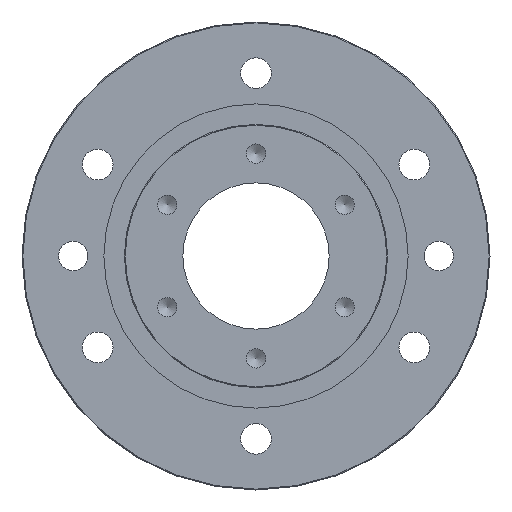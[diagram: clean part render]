
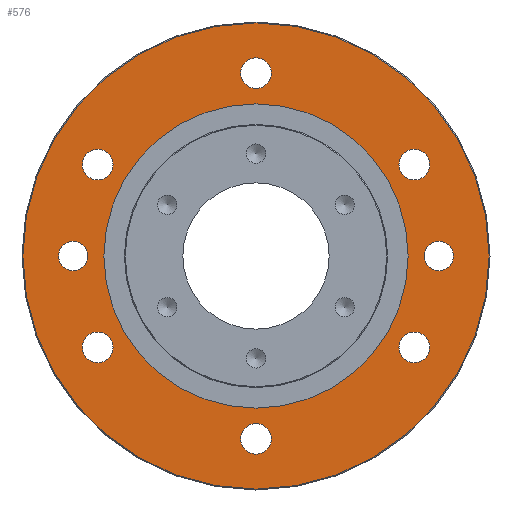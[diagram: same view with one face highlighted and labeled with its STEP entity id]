
A CAD part, left-side view. The second image highlights one B-rep face of the part: STEP entity #576.
In plain terms, the highlighted planar face has unit normal (-1, 0, 0).
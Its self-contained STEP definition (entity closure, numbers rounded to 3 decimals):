
#23=FACE_BOUND('',#129,.T.);
#24=FACE_BOUND('',#130,.T.);
#25=FACE_BOUND('',#131,.T.);
#26=FACE_BOUND('',#132,.T.);
#27=FACE_BOUND('',#133,.T.);
#28=FACE_BOUND('',#134,.T.);
#29=FACE_BOUND('',#135,.T.);
#30=FACE_BOUND('',#136,.T.);
#31=FACE_BOUND('',#137,.T.);
#44=PLANE('',#675);
#86=FACE_OUTER_BOUND('',#128,.T.);
#128=EDGE_LOOP('',(#497));
#129=EDGE_LOOP('',(#498));
#130=EDGE_LOOP('',(#499));
#131=EDGE_LOOP('',(#500));
#132=EDGE_LOOP('',(#501));
#133=EDGE_LOOP('',(#502));
#134=EDGE_LOOP('',(#503));
#135=EDGE_LOOP('',(#504));
#136=EDGE_LOOP('',(#505));
#137=EDGE_LOOP('',(#506));
#215=CIRCLE('',#614,5.);
#217=CIRCLE('',#617,5.);
#219=CIRCLE('',#620,5.25);
#221=CIRCLE('',#623,5.25);
#223=CIRCLE('',#626,5.25);
#225=CIRCLE('',#629,5.25);
#227=CIRCLE('',#632,5.25);
#229=CIRCLE('',#635,5.25);
#249=CIRCLE('',#671,79.7);
#252=CIRCLE('',#676,52.);
#260=VERTEX_POINT('',#891);
#262=VERTEX_POINT('',#897);
#264=VERTEX_POINT('',#903);
#266=VERTEX_POINT('',#909);
#268=VERTEX_POINT('',#915);
#270=VERTEX_POINT('',#921);
#272=VERTEX_POINT('',#927);
#274=VERTEX_POINT('',#933);
#300=VERTEX_POINT('',#1010);
#303=VERTEX_POINT('',#1020);
#314=EDGE_CURVE('',#260,#260,#215,.T.);
#317=EDGE_CURVE('',#262,#262,#217,.T.);
#320=EDGE_CURVE('',#264,#264,#219,.T.);
#323=EDGE_CURVE('',#266,#266,#221,.T.);
#326=EDGE_CURVE('',#268,#268,#223,.T.);
#329=EDGE_CURVE('',#270,#270,#225,.T.);
#332=EDGE_CURVE('',#272,#272,#227,.T.);
#335=EDGE_CURVE('',#274,#274,#229,.T.);
#371=EDGE_CURVE('',#300,#300,#249,.T.);
#375=EDGE_CURVE('',#303,#303,#252,.T.);
#497=ORIENTED_EDGE('',*,*,#371,.F.);
#498=ORIENTED_EDGE('',*,*,#314,.T.);
#499=ORIENTED_EDGE('',*,*,#317,.T.);
#500=ORIENTED_EDGE('',*,*,#320,.T.);
#501=ORIENTED_EDGE('',*,*,#323,.T.);
#502=ORIENTED_EDGE('',*,*,#326,.T.);
#503=ORIENTED_EDGE('',*,*,#329,.T.);
#504=ORIENTED_EDGE('',*,*,#332,.T.);
#505=ORIENTED_EDGE('',*,*,#335,.T.);
#506=ORIENTED_EDGE('',*,*,#375,.T.);
#576=ADVANCED_FACE('',(#86,#23,#24,#25,#26,#27,#28,#29,#30,#31),#44,.T.);
#614=AXIS2_PLACEMENT_3D('',#892,#708,#709);
#617=AXIS2_PLACEMENT_3D('',#898,#715,#716);
#620=AXIS2_PLACEMENT_3D('',#904,#722,#723);
#623=AXIS2_PLACEMENT_3D('',#910,#729,#730);
#626=AXIS2_PLACEMENT_3D('',#916,#736,#737);
#629=AXIS2_PLACEMENT_3D('',#922,#743,#744);
#632=AXIS2_PLACEMENT_3D('',#928,#750,#751);
#635=AXIS2_PLACEMENT_3D('',#934,#757,#758);
#671=AXIS2_PLACEMENT_3D('',#1012,#845,#846);
#675=AXIS2_PLACEMENT_3D('',#1019,#854,#855);
#676=AXIS2_PLACEMENT_3D('',#1021,#856,#857);
#708=DIRECTION('center_axis',(1.,0.,0.));
#709=DIRECTION('ref_axis',(0.,0.,-1.));
#715=DIRECTION('center_axis',(1.,0.,0.));
#716=DIRECTION('ref_axis',(0.,0.,1.));
#722=DIRECTION('center_axis',(1.,0.,0.));
#723=DIRECTION('ref_axis',(0.,0.866,0.5));
#729=DIRECTION('center_axis',(1.,0.,0.));
#730=DIRECTION('ref_axis',(0.,0.866,-0.5));
#736=DIRECTION('center_axis',(1.,0.,0.));
#737=DIRECTION('ref_axis',(0.,0.,-1.));
#743=DIRECTION('center_axis',(1.,0.,0.));
#744=DIRECTION('ref_axis',(0.,-0.866,-0.5));
#750=DIRECTION('center_axis',(1.,0.,0.));
#751=DIRECTION('ref_axis',(0.,-0.866,0.5));
#757=DIRECTION('center_axis',(1.,0.,0.));
#758=DIRECTION('ref_axis',(0.,0.,1.));
#845=DIRECTION('center_axis',(1.,0.,0.));
#846=DIRECTION('ref_axis',(0.,-1.,0.));
#854=DIRECTION('center_axis',(-1.,0.,0.));
#855=DIRECTION('ref_axis',(0.,0.,1.));
#856=DIRECTION('center_axis',(1.,0.,0.));
#857=DIRECTION('ref_axis',(0.,0.,-1.));
#891=CARTESIAN_POINT('',(58.,-62.5,5.));
#892=CARTESIAN_POINT('Origin',(58.,-62.5,0.));
#897=CARTESIAN_POINT('',(58.,62.5,-5.));
#898=CARTESIAN_POINT('Origin',(58.,62.5,0.));
#903=CARTESIAN_POINT('',(58.,-58.673,-33.875));
#904=CARTESIAN_POINT('Origin',(58.,-54.127,-31.25));
#909=CARTESIAN_POINT('',(58.,-58.673,33.875));
#910=CARTESIAN_POINT('Origin',(58.,-54.127,31.25));
#915=CARTESIAN_POINT('',(58.,0.,67.75));
#916=CARTESIAN_POINT('Origin',(58.,0.,62.5));
#921=CARTESIAN_POINT('',(58.,58.673,33.875));
#922=CARTESIAN_POINT('Origin',(58.,54.127,31.25));
#927=CARTESIAN_POINT('',(58.,58.673,-33.875));
#928=CARTESIAN_POINT('Origin',(58.,54.127,-31.25));
#933=CARTESIAN_POINT('',(58.,0.,-67.75));
#934=CARTESIAN_POINT('Origin',(58.,0.,-62.5));
#1010=CARTESIAN_POINT('',(58.,79.7,0.));
#1012=CARTESIAN_POINT('Origin',(58.,0.,0.));
#1019=CARTESIAN_POINT('Origin',(58.,80.,0.));
#1020=CARTESIAN_POINT('',(58.,-52.,0.));
#1021=CARTESIAN_POINT('Origin',(58.,0.,0.));
